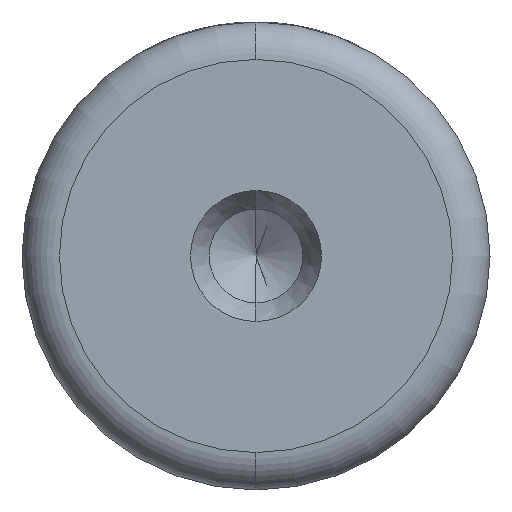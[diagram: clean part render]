
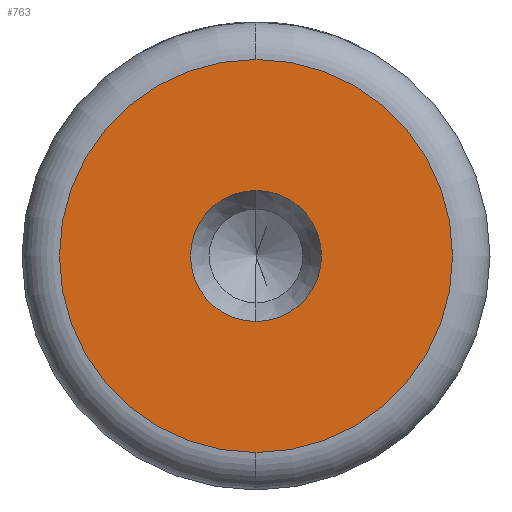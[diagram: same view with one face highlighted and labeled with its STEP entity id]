
A CAD part, left-side view. The second image highlights one B-rep face of the part: STEP entity #763.
In plain terms, the highlighted planar face has unit normal (-1, 0, 0).
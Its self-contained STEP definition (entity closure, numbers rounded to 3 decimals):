
#6 = DIRECTION ( 'NONE',  ( -1., 0., 0. ) ) ;
#49 = CARTESIAN_POINT ( 'NONE',  ( 0., 0., 3.5 ) ) ;
#106 = DIRECTION ( 'NONE',  ( -1., 0., 0. ) ) ;
#144 = CIRCLE ( 'NONE', #457, 3.5 ) ;
#269 = ORIENTED_EDGE ( 'NONE', *, *, #1199, .F. ) ;
#315 = VERTEX_POINT ( 'NONE', #1136 ) ;
#332 = PLANE ( 'NONE',  #739 ) ;
#433 = CARTESIAN_POINT ( 'NONE',  ( 0., 0., 0. ) ) ;
#437 = ORIENTED_EDGE ( 'NONE', *, *, #1186, .T. ) ;
#441 = DIRECTION ( 'NONE',  ( 0., 0., 1. ) ) ;
#452 = EDGE_LOOP ( 'NONE', ( #269, #1143 ) ) ;
#453 = DIRECTION ( 'NONE',  ( -1., 0., 0. ) ) ;
#457 = AXIS2_PLACEMENT_3D ( 'NONE', #675, #6, #785 ) ;
#489 = AXIS2_PLACEMENT_3D ( 'NONE', #1117, #453, #1216 ) ;
#543 = AXIS2_PLACEMENT_3D ( 'NONE', #433, #1204, #544 ) ;
#544 = DIRECTION ( 'NONE',  ( 0., 0., 1. ) ) ;
#659 = DIRECTION ( 'NONE',  ( -1., 0., 0. ) ) ;
#675 = CARTESIAN_POINT ( 'NONE',  ( 0., 0., 0. ) ) ;
#739 = AXIS2_PLACEMENT_3D ( 'NONE', #1316, #659, #441 ) ;
#763 = ADVANCED_FACE ( 'NONE', ( #831, #1131 ), #332, .T. ) ;
#769 = EDGE_CURVE ( 'NONE', #1038, #1368, #1375, .T. ) ;
#776 = CARTESIAN_POINT ( 'NONE',  ( 0., 0., 0. ) ) ;
#785 = DIRECTION ( 'NONE',  ( 0., 0., 1. ) ) ;
#801 = AXIS2_PLACEMENT_3D ( 'NONE', #776, #106, #883 ) ;
#831 = FACE_OUTER_BOUND ( 'NONE', #896, .T. ) ;
#840 = CIRCLE ( 'NONE', #489, 10.5 ) ;
#883 = DIRECTION ( 'NONE',  ( 0., 0., 1. ) ) ;
#896 = EDGE_LOOP ( 'NONE', ( #989, #437 ) ) ;
#989 = ORIENTED_EDGE ( 'NONE', *, *, #1102, .T. ) ;
#1038 = VERTEX_POINT ( 'NONE', #1381 ) ;
#1056 = VERTEX_POINT ( 'NONE', #1392 ) ;
#1102 = EDGE_CURVE ( 'NONE', #315, #1056, #1310, .T. ) ;
#1117 = CARTESIAN_POINT ( 'NONE',  ( 0., 0., 0. ) ) ;
#1131 = FACE_BOUND ( 'NONE', #452, .T. ) ;
#1136 = CARTESIAN_POINT ( 'NONE',  ( 0., 0., 10.5 ) ) ;
#1143 = ORIENTED_EDGE ( 'NONE', *, *, #769, .F. ) ;
#1186 = EDGE_CURVE ( 'NONE', #1056, #315, #840, .T. ) ;
#1199 = EDGE_CURVE ( 'NONE', #1368, #1038, #144, .T. ) ;
#1204 = DIRECTION ( 'NONE',  ( -1., 0., 0. ) ) ;
#1216 = DIRECTION ( 'NONE',  ( 0., 0., 1. ) ) ;
#1310 = CIRCLE ( 'NONE', #543, 10.5 ) ;
#1316 = CARTESIAN_POINT ( 'NONE',  ( 0., 0., 0. ) ) ;
#1368 = VERTEX_POINT ( 'NONE', #49 ) ;
#1375 = CIRCLE ( 'NONE', #801, 3.5 ) ;
#1381 = CARTESIAN_POINT ( 'NONE',  ( 0., 0., -3.5 ) ) ;
#1392 = CARTESIAN_POINT ( 'NONE',  ( 0., 0., -10.5 ) ) ;
